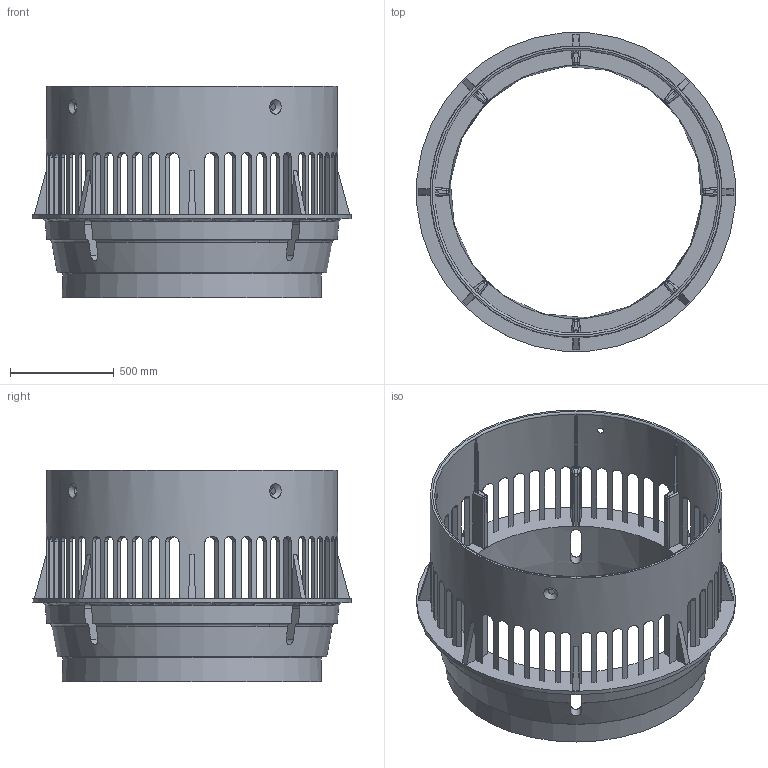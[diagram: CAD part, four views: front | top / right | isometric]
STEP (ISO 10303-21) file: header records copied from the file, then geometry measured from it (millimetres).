
FILE_DESCRIPTION(/* description */ (''),/* implementation_level */ '2;1');
FILE_NAME(/* name */ '16098.100X_3D.stp',/* time_stamp */ '2024-12-12T06:55:41+01:00',/* author */ ('CAD'),/* organization */ (''),/* preprocessor_version */ 'ST-DEVELOPER v20',/* originating_system */ 'AutoCAD Mechanical',/* authorisation */ '');
FILE_SCHEMA (('AUTOMOTIVE_DESIGN { 1 0 10303 214 3 1 1 }'));
Length unit declared in the file: centimetre
Products named in the file (2): Product; *S0
Assembly tree (1 placements, depth 2):
  Product
    *S0
Bounding box: 1534.14 x 1534.14 x 1020 mm (x, y, z)
Volume: 143280493.8 mm3; surface area: 9427283.2 mm2
Topology: 1 solids, 1 shells, 534 faces, 1659 edges, 1078 vertices
Faces by surface type: plane 233, cylinder 163, bspline 72, sphere 32, torus 23, cone 11
Full cylindrical faces by diameter (mm): 1365 x1, 1405 x1, 1540 x1
Entity records: 25136 total; most frequent: CARTESIAN_POINT 10920, ORIENTED_EDGE 3316, DIRECTION 2572, EDGE_CURVE 1658, VERTEX_POINT 1076, AXIS2_PLACEMENT_3D 928, LINE 716, VECTOR 716
